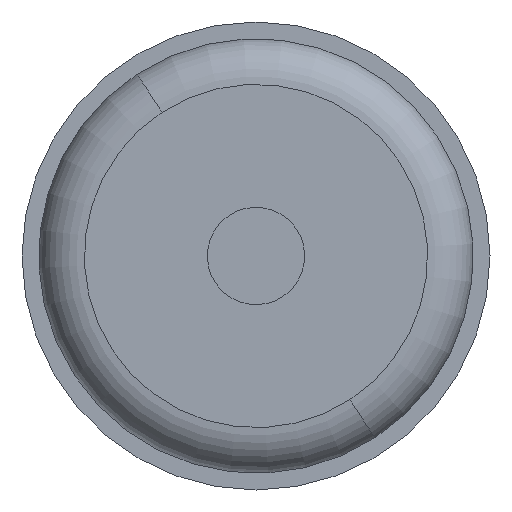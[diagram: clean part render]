
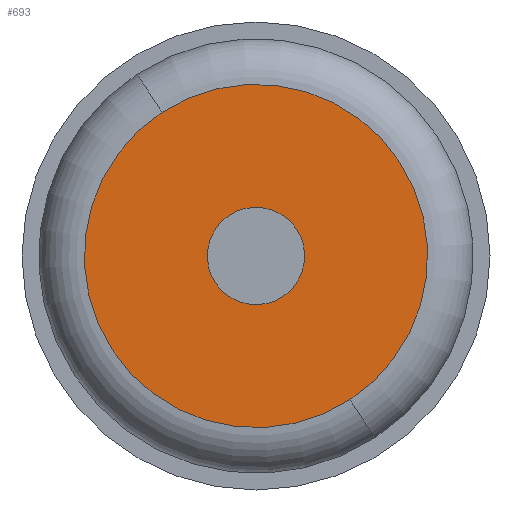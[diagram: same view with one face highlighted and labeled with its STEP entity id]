
A CAD part, front view. The second image highlights one B-rep face of the part: STEP entity #693.
In plain terms, the highlighted planar face has unit normal (0, -1, 0).
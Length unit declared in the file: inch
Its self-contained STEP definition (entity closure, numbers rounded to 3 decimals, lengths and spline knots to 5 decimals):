
#5 = CIRCLE ( 'NONE', #834, 0.016 ) ;
#17 = AXIS2_PLACEMENT_3D ( 'NONE', #147, #799, #48 ) ;
#48 = DIRECTION ( 'NONE',  ( -0.547, 0., 0.837 ) ) ;
#72 = PLANE ( 'NONE',  #978 ) ;
#82 = CIRCLE ( 'NONE', #909, 0.016 ) ;
#139 = DIRECTION ( 'NONE',  ( 0., -1., 0. ) ) ;
#147 = CARTESIAN_POINT ( 'NONE',  ( 0., -0.35, 0. ) ) ;
#149 = EDGE_LOOP ( 'NONE', ( #792, #503 ) ) ;
#158 = EDGE_CURVE ( 'NONE', #521, #164, #663, .T. ) ;
#164 = VERTEX_POINT ( 'NONE', #614 ) ;
#174 = VERTEX_POINT ( 'NONE', #808 ) ;
#229 = FACE_BOUND ( 'NONE', #730, .T. ) ;
#235 = DIRECTION ( 'NONE',  ( -0.547, 0., 0.837 ) ) ;
#256 = ORIENTED_EDGE ( 'NONE', *, *, #750, .T. ) ;
#292 = DIRECTION ( 'NONE',  ( 0., -1., 0. ) ) ;
#320 = DIRECTION ( 'NONE',  ( 0., 0., -1. ) ) ;
#481 = FACE_OUTER_BOUND ( 'NONE', #149, .T. ) ;
#497 = EDGE_CURVE ( 'NONE', #672, #174, #5, .T. ) ;
#503 = ORIENTED_EDGE ( 'NONE', *, *, #655, .T. ) ;
#521 = VERTEX_POINT ( 'NONE', #906 ) ;
#540 = CIRCLE ( 'NONE', #646, 0.0565 ) ;
#552 = DIRECTION ( 'NONE',  ( 0., 1., 0. ) ) ;
#559 = CARTESIAN_POINT ( 'NONE',  ( 0.01339, -0.35, 0.00875 ) ) ;
#614 = CARTESIAN_POINT ( 'NONE',  ( 0.0309, -0.35, -0.0473 ) ) ;
#616 = DIRECTION ( 'NONE',  ( -0.547, 0., 0.837 ) ) ;
#640 = CARTESIAN_POINT ( 'NONE',  ( 0., -0.35, 0. ) ) ;
#646 = AXIS2_PLACEMENT_3D ( 'NONE', #640, #139, #235 ) ;
#655 = EDGE_CURVE ( 'NONE', #164, #521, #540, .T. ) ;
#663 = CIRCLE ( 'NONE', #17, 0.0565 ) ;
#672 = VERTEX_POINT ( 'NONE', #559 ) ;
#690 = DIRECTION ( 'NONE',  ( 0., 1., 0. ) ) ;
#693 = ADVANCED_FACE ( 'NONE', ( #229, #481 ), #72, .T. ) ;
#730 = EDGE_LOOP ( 'NONE', ( #256, #1056 ) ) ;
#750 = EDGE_CURVE ( 'NONE', #174, #672, #82, .T. ) ;
#792 = ORIENTED_EDGE ( 'NONE', *, *, #158, .T. ) ;
#799 = DIRECTION ( 'NONE',  ( 0., -1., 0. ) ) ;
#808 = CARTESIAN_POINT ( 'NONE',  ( -0.01339, -0.35, -0.00875 ) ) ;
#834 = AXIS2_PLACEMENT_3D ( 'NONE', #1054, #552, #320 ) ;
#906 = CARTESIAN_POINT ( 'NONE',  ( -0.0309, -0.35, 0.0473 ) ) ;
#909 = AXIS2_PLACEMENT_3D ( 'NONE', #918, #690, #936 ) ;
#918 = CARTESIAN_POINT ( 'NONE',  ( 0., -0.35, 0. ) ) ;
#936 = DIRECTION ( 'NONE',  ( 0., 0., -1. ) ) ;
#978 = AXIS2_PLACEMENT_3D ( 'NONE', #1031, #292, #616 ) ;
#1031 = CARTESIAN_POINT ( 'NONE',  ( 0.0473, -0.35, 0.0309 ) ) ;
#1054 = CARTESIAN_POINT ( 'NONE',  ( 0., -0.35, 0. ) ) ;
#1056 = ORIENTED_EDGE ( 'NONE', *, *, #497, .T. ) ;
